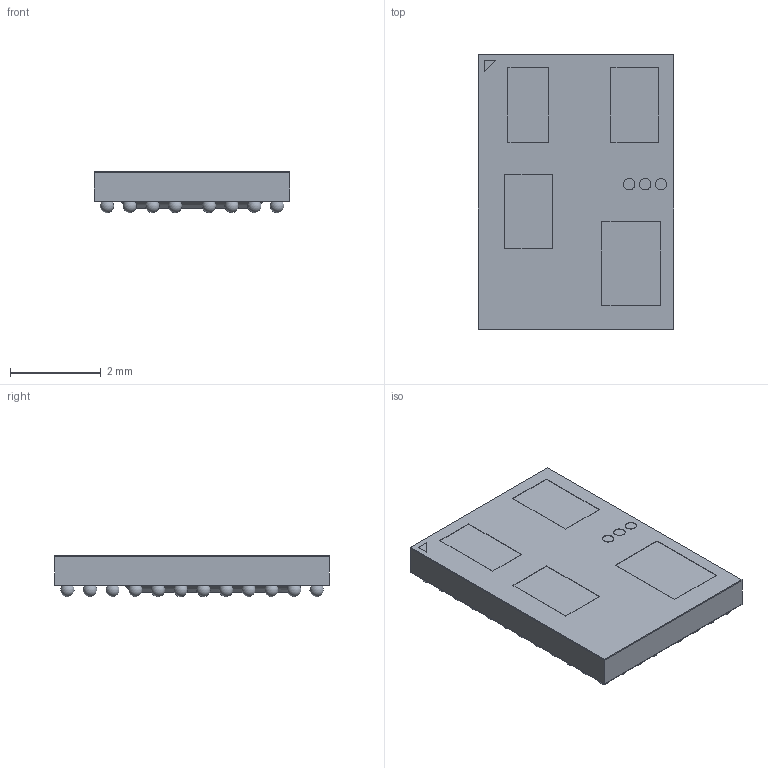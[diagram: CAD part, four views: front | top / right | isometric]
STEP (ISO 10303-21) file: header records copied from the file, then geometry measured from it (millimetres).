
FILE_DESCRIPTION(/* description */ (''),/* implementation_level */ '2;1');
FILE_NAME(/* name */ 'PG-VF2BGA-38-1_Z8B00238853_V02_3D.stp',/* time_stamp */ '2022-12-19T20:07:51+06:00',/* author */ ('Subramani'),/* organization */ (''),/* preprocessor_version */ 'ST-DEVELOPER v16.13',/* originating_system */ 'AutoCAD Mechanical',/* authorisation */ '');
FILE_SCHEMA (('AUTOMOTIVE_DESIGN { 1 0 10303 214 3 1 1 }'));
Length unit declared in the file: millimetre
Products named in the file (1): Product
Bounding box: 4.3 x 6.05 x 0.91 mm (x, y, z)
Volume: 19.5 mm3; surface area: 207.7 mm2
Topology: 63 solids, 63 shells, 274 faces, 593 edges, 408 vertices
Faces by surface type: plane 207, sphere 38, bspline 20, cylinder 9
Full cylindrical faces by diameter (mm): 0.069 x1, 0.14 x1, 0.25 x6
Entity records: 6875 total; most frequent: CARTESIAN_POINT 1598, DIRECTION 1001, ORIENTED_EDGE 942, EDGE_CURVE 471, LINE 379, VECTOR 379, VERTEX_POINT 332, AXIS2_PLACEMENT_3D 311
